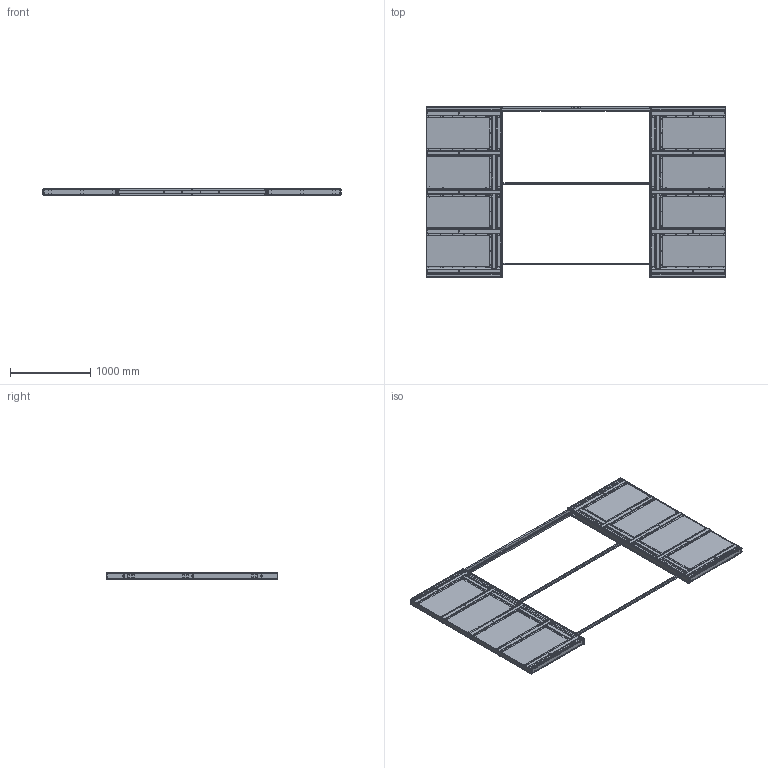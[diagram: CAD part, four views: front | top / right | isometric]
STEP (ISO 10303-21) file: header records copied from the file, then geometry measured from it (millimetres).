
FILE_DESCRIPTION(/* description */ (''),/* implementation_level */ '2;1');
FILE_NAME(/* name */ 'SAF-INSIDE180.stp',/* time_stamp */ '2019-08-12T14:11:19+02:00',/* author */ ('Marc'),/* organization */ (''),/* preprocessor_version */ 'ST-DEVELOPER v17.2',/* originating_system */ 'Autodesk Inventor 2019',/* authorisation */ '');
FILE_SCHEMA (('AUTOMOTIVE_DESIGN { 1 0 10303 214 3 1 1 }'));
Products named in the file (19): SAF-INSIDE140 MANTION; 22816; 22557_A; 22551; 22580; 22583; 22577; 22586; 22547; 22552; 22589_A; 22555; 22554; 22538; 22553; 11145_C_148; 22805; 04005; 11145_168
Assembly tree (54 placements, depth 3):
  SAF-INSIDE140 MANTION
    22816  x2
      22557_A
      22547
      22551
      22580
      22583
      22577
      22586
      22552
      22554
      22589_A
      22555
    22538  x2
    22553  x2
    11145_C_148
    22805
    04005  x12
    11145_168  x2
Bounding box: 3727.6 x 2137.6 x 95 mm (x, y, z)
Volume: 16238912.9 mm3; surface area: 28753772.9 mm2
Topology: 84 solids, 84 shells, 12712 faces, 34812 edges, 22780 vertices
Faces by surface type: plane 10574, cylinder 1598, bspline 456, cone 48, torus 24, sphere 12
Full cylindrical faces by diameter (mm): 2.5 x12, 3 x72, 4.5 x16, 4.8 x32, 5 x18, 5.05 x2, 6 x16, 28 x6
Entity records: 70928 total; most frequent: CARTESIAN_POINT 13725, ORIENTED_EDGE 11922, DIRECTION 11273, EDGE_CURVE 5961, LINE 4891, VECTOR 4891, VERTEX_POINT 3843, AXIS2_PLACEMENT_3D 3191
